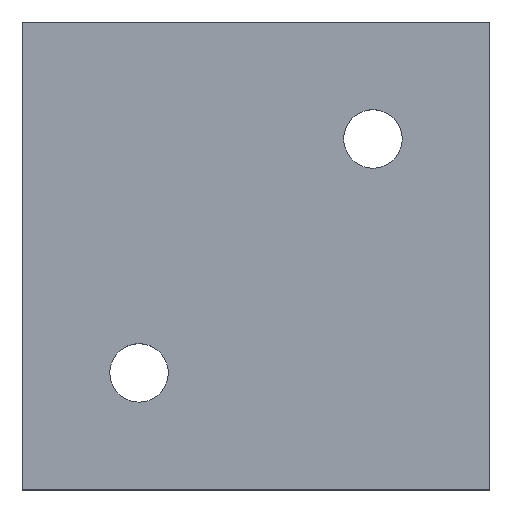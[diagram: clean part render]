
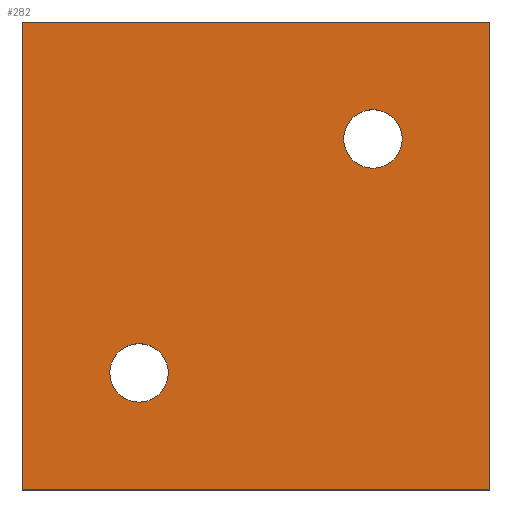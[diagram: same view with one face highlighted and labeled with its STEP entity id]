
A CAD part, top view. The second image highlights one B-rep face of the part: STEP entity #282.
In plain terms, the highlighted planar face has unit normal (0, 0, 1).
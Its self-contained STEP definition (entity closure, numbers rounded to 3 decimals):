
#17=FACE_BOUND('',#66,.T.);
#18=FACE_BOUND('',#67,.T.);
#26=PLANE('',#326);
#47=FACE_OUTER_BOUND('',#65,.T.);
#65=EDGE_LOOP('',(#245,#246,#247,#248));
#66=EDGE_LOOP('',(#249));
#67=EDGE_LOOP('',(#250));
#88=LINE('',#482,#112);
#89=LINE('',#484,#113);
#90=LINE('',#486,#114);
#91=LINE('',#487,#115);
#112=VECTOR('',#401,10.);
#113=VECTOR('',#402,10.);
#114=VECTOR('',#403,10.);
#115=VECTOR('',#404,10.);
#120=CIRCLE('',#302,2.5);
#122=CIRCLE('',#305,2.5);
#129=VERTEX_POINT('',#419);
#131=VERTEX_POINT('',#425);
#149=VERTEX_POINT('',#480);
#150=VERTEX_POINT('',#481);
#151=VERTEX_POINT('',#483);
#152=VERTEX_POINT('',#485);
#153=EDGE_CURVE('',#129,#129,#120,.T.);
#156=EDGE_CURVE('',#131,#131,#122,.T.);
#183=EDGE_CURVE('',#149,#150,#88,.T.);
#184=EDGE_CURVE('',#150,#151,#89,.T.);
#185=EDGE_CURVE('',#151,#152,#90,.T.);
#186=EDGE_CURVE('',#152,#149,#91,.T.);
#245=ORIENTED_EDGE('',*,*,#183,.T.);
#246=ORIENTED_EDGE('',*,*,#184,.T.);
#247=ORIENTED_EDGE('',*,*,#185,.T.);
#248=ORIENTED_EDGE('',*,*,#186,.T.);
#249=ORIENTED_EDGE('',*,*,#153,.T.);
#250=ORIENTED_EDGE('',*,*,#156,.T.);
#282=ADVANCED_FACE('',(#47,#17,#18),#26,.T.);
#302=AXIS2_PLACEMENT_3D('',#420,#335,#336);
#305=AXIS2_PLACEMENT_3D('',#426,#342,#343);
#326=AXIS2_PLACEMENT_3D('',#479,#399,#400);
#335=DIRECTION('center_axis',(0.,0.,-1.));
#336=DIRECTION('ref_axis',(-1.,0.,0.));
#342=DIRECTION('center_axis',(0.,0.,-1.));
#343=DIRECTION('ref_axis',(-1.,0.,0.));
#399=DIRECTION('center_axis',(0.,0.,1.));
#400=DIRECTION('ref_axis',(1.,0.,0.));
#401=DIRECTION('',(-1.,0.,0.));
#402=DIRECTION('',(0.,-1.,0.));
#403=DIRECTION('',(1.,0.,0.));
#404=DIRECTION('',(0.,1.,0.));
#419=CARTESIAN_POINT('',(12.5,10.,10.));
#420=CARTESIAN_POINT('Origin',(10.,10.,10.));
#425=CARTESIAN_POINT('',(-7.5,-10.,10.));
#426=CARTESIAN_POINT('Origin',(-10.,-10.,10.));
#479=CARTESIAN_POINT('Origin',(0.,0.,10.));
#480=CARTESIAN_POINT('',(20.,20.,10.));
#481=CARTESIAN_POINT('',(-20.,20.,10.));
#482=CARTESIAN_POINT('',(-20.,20.,10.));
#483=CARTESIAN_POINT('',(-20.,-20.,10.));
#484=CARTESIAN_POINT('',(-20.,-20.,10.));
#485=CARTESIAN_POINT('',(20.,-20.,10.));
#486=CARTESIAN_POINT('',(20.,-20.,10.));
#487=CARTESIAN_POINT('',(20.,20.,10.));
